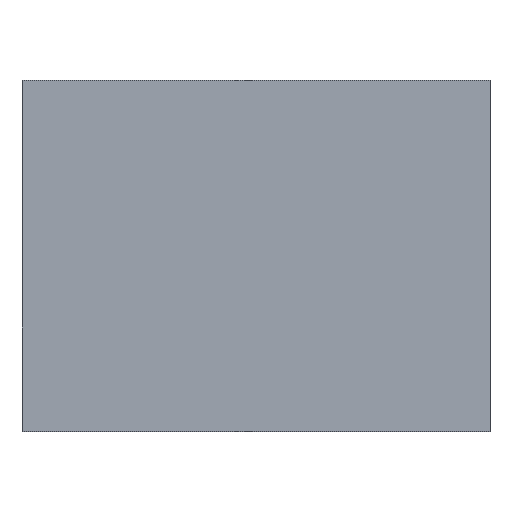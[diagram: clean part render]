
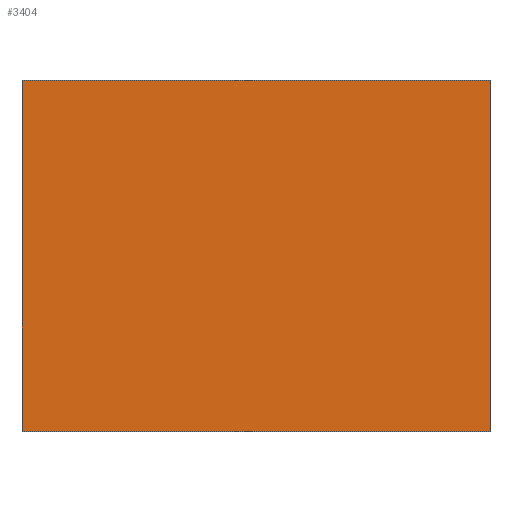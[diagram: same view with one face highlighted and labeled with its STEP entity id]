
A CAD part, top view. The second image highlights one B-rep face of the part: STEP entity #3404.
In plain terms, the highlighted face is planar.
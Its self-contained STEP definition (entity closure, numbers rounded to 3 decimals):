
#2604=DIRECTION('',(1.,0.,0.));
#2605=VECTOR('',#2604,2.);
#2606=CARTESIAN_POINT('',(-1.,0.975,0.75));
#2607=LINE('',#2606,#2605);
#2611=DIRECTION('',(0.,0.,1.));
#2612=VECTOR('',#2611,1.5);
#2613=CARTESIAN_POINT('',(-1.,0.975,-0.75));
#2614=LINE('',#2613,#2612);
#2618=DIRECTION('',(-1.,0.,0.));
#2619=VECTOR('',#2618,2.);
#2620=CARTESIAN_POINT('',(1.,0.975,-0.75));
#2621=LINE('',#2620,#2619);
#2625=DIRECTION('',(0.,0.,-1.));
#2626=VECTOR('',#2625,1.5);
#2627=CARTESIAN_POINT('',(1.,0.975,0.75));
#2628=LINE('',#2627,#2626);
#2849=CARTESIAN_POINT('',(-1.,0.975,0.75));
#2850=CARTESIAN_POINT('',(1.,0.975,0.75));
#2851=VERTEX_POINT('',#2849);
#2852=VERTEX_POINT('',#2850);
#2853=CARTESIAN_POINT('',(1.,0.975,-0.75));
#2854=VERTEX_POINT('',#2853);
#2855=CARTESIAN_POINT('',(-1.,0.975,-0.75));
#2856=VERTEX_POINT('',#2855);
#3391=CARTESIAN_POINT('',(0.,0.975,0.));
#3392=DIRECTION('',(0.,1.,0.));
#3393=DIRECTION('',(1.,0.,0.));
#3394=AXIS2_PLACEMENT_3D('',#3391,#3392,#3393);
#3395=PLANE('',#3394);
#3396=ORIENTED_EDGE('',*,*,#3343,.F.);
#3397=ORIENTED_EDGE('',*,*,#3171,.F.);
#3399=ORIENTED_EDGE('',*,*,#3398,.F.);
#3401=ORIENTED_EDGE('',*,*,#3400,.F.);
#3402=EDGE_LOOP('',(#3396,#3397,#3399,#3401));
#3403=FACE_OUTER_BOUND('',#3402,.F.);
#3171=EDGE_CURVE('',#2856,#2851,#2614,.T.);
#3343=EDGE_CURVE('',#2851,#2852,#2607,.T.);
#3398=EDGE_CURVE('',#2854,#2856,#2621,.T.);
#3400=EDGE_CURVE('',#2852,#2854,#2628,.T.);
#3404=ADVANCED_FACE('',(#3403),#3395,.T.);
